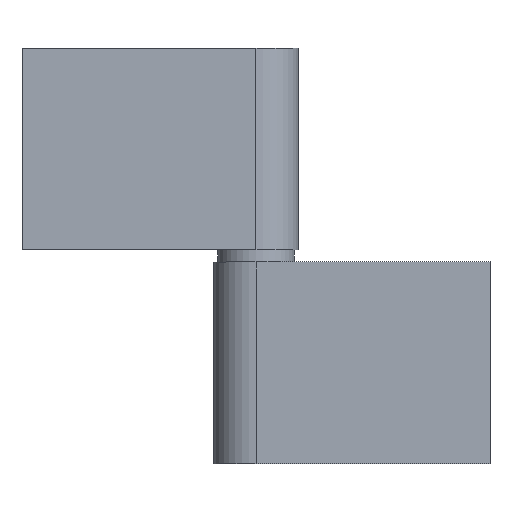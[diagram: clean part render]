
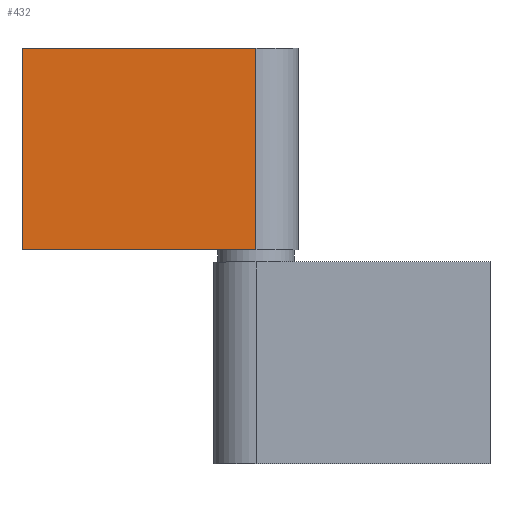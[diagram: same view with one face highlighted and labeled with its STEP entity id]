
A CAD part, top view. The second image highlights one B-rep face of the part: STEP entity #432.
In plain terms, the highlighted planar face has unit normal (0, 0, 1).
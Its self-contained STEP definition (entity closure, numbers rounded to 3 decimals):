
#165 = VERTEX_POINT ( 'NONE', #276 ) ;
#218 = DIRECTION ( 'NONE',  ( -1., 0., 0. ) ) ;
#219 = DIRECTION ( 'NONE',  ( 0., 0., -1. ) ) ;
#220 = CARTESIAN_POINT ( 'NONE',  ( 0., 50., 10.5 ) ) ;
#221 = AXIS2_PLACEMENT_3D ( 'NONE', #220, #219, #218 ) ;
#223 = PLANE ( 'NONE',  #221 ) ;
#224 = FACE_OUTER_BOUND ( 'NONE', #433, .T. ) ;
#235 = DIRECTION ( 'NONE',  ( 0., -1., 0. ) ) ;
#236 = VECTOR ( 'NONE', #235, 1000. ) ;
#237 = CARTESIAN_POINT ( 'NONE',  ( 58., 50., 10.5 ) ) ;
#238 = LINE ( 'NONE', #237, #236 ) ;
#276 = CARTESIAN_POINT ( 'NONE',  ( 0., 50., 10.5 ) ) ;
#310 = CARTESIAN_POINT ( 'NONE',  ( 58., 50., 10.5 ) ) ;
#311 = DIRECTION ( 'NONE',  ( 1., 0., 0. ) ) ;
#312 = VECTOR ( 'NONE', #311, 1000. ) ;
#313 = CARTESIAN_POINT ( 'NONE',  ( 0., 50., 10.5 ) ) ;
#314 = LINE ( 'NONE', #313, #312 ) ;
#325 = CARTESIAN_POINT ( 'NONE',  ( 58., 0., 10.5 ) ) ;
#326 = DIRECTION ( 'NONE',  ( 1., 0., 0. ) ) ;
#328 = VECTOR ( 'NONE', #326, 1000. ) ;
#329 = CARTESIAN_POINT ( 'NONE',  ( 0., 0., 10.5 ) ) ;
#330 = LINE ( 'NONE', #329, #328 ) ;
#337 = CARTESIAN_POINT ( 'NONE',  ( 0., 0., 10.5 ) ) ;
#342 = DIRECTION ( 'NONE',  ( 0., -1., 0. ) ) ;
#343 = VECTOR ( 'NONE', #342, 1000. ) ;
#344 = CARTESIAN_POINT ( 'NONE',  ( 0., 50., 10.5 ) ) ;
#345 = LINE ( 'NONE', #344, #343 ) ;
#418 = EDGE_CURVE ( 'NONE', #456, #467, #238, .T. ) ;
#419 = ORIENTED_EDGE ( 'NONE', *, *, #455, .F. ) ;
#420 = ORIENTED_EDGE ( 'NONE', *, *, #478, .T. ) ;
#432 = ADVANCED_FACE ( 'NONE', ( #224 ), #223, .F. ) ;
#433 = EDGE_LOOP ( 'NONE', ( #434, #435, #419, #420 ) ) ;
#434 = ORIENTED_EDGE ( 'NONE', *, *, #469, .T. ) ;
#435 = ORIENTED_EDGE ( 'NONE', *, *, #418, .F. ) ;
#455 = EDGE_CURVE ( 'NONE', #165, #456, #314, .T. ) ;
#456 = VERTEX_POINT ( 'NONE', #310 ) ;
#467 = VERTEX_POINT ( 'NONE', #325 ) ;
#469 = EDGE_CURVE ( 'NONE', #476, #467, #330, .T. ) ;
#476 = VERTEX_POINT ( 'NONE', #337 ) ;
#478 = EDGE_CURVE ( 'NONE', #165, #476, #345, .T. ) ;
